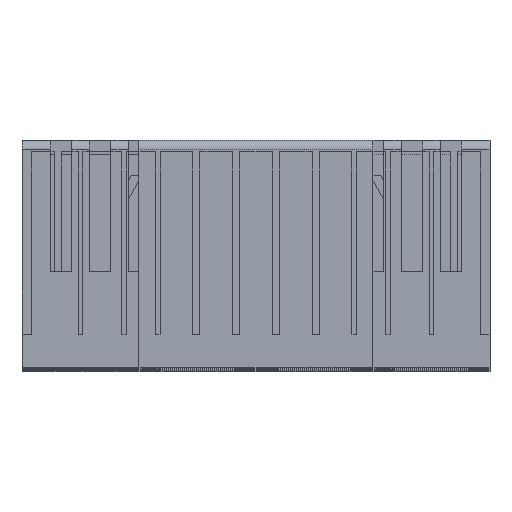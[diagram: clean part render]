
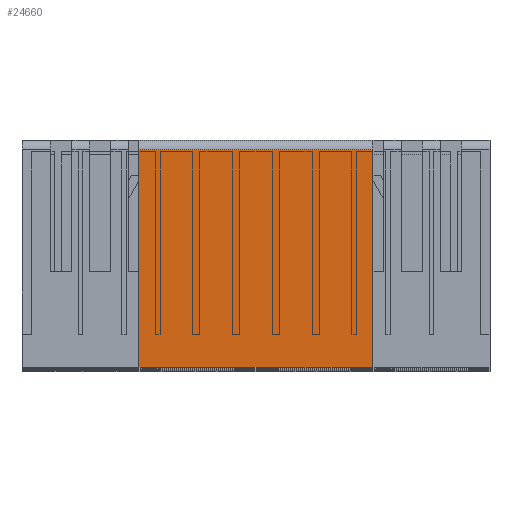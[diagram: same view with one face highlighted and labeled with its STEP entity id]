
A CAD part, top view. The second image highlights one B-rep face of the part: STEP entity #24660.
In plain terms, the highlighted face is planar.
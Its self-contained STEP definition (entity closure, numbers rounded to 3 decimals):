
#1733=ORIENTED_EDGE('',*,*,#8943,.T.);
#1734=ORIENTED_EDGE('',*,*,#8970,.F.);
#1735=ORIENTED_EDGE('',*,*,#8858,.F.);
#1736=ORIENTED_EDGE('',*,*,#8400,.T.);
#8400=EDGE_CURVE('',#12101,#12100,#14599,.T.);
#8858=EDGE_CURVE('',#12101,#12434,#15001,.T.);
#8943=EDGE_CURVE('',#12100,#12497,#15079,.T.);
#8970=EDGE_CURVE('',#12434,#12497,#15106,.T.);
#12100=VERTEX_POINT('',#34562);
#12101=VERTEX_POINT('',#34564);
#12434=VERTEX_POINT('',#35442);
#12497=VERTEX_POINT('',#35593);
#14599=LINE('',#34563,#18044);
#15001=LINE('',#35441,#18446);
#15079=LINE('',#35594,#18524);
#15106=LINE('',#35646,#18551);
#18044=VECTOR('',#27802,1000.);
#18446=VECTOR('',#28490,1000.);
#18524=VECTOR('',#28590,1000.);
#18551=VECTOR('',#28639,1000.);
#21215=EDGE_LOOP('',(#1733,#1734,#1735,#1736));
#22412=FACE_BOUND('',#21215,.T.);
#23580=PLANE('',#25978);
#24660=ADVANCED_FACE('',(#22412),#23580,.F.);
#25978=AXIS2_PLACEMENT_3D('',#35645,#28637,#28638);
#27802=DIRECTION('',(0.,0.,-1.));
#28490=DIRECTION('',(0.,-1.,0.));
#28590=DIRECTION('',(0.,-1.,0.));
#28637=DIRECTION('',(1.,0.,0.));
#28638=DIRECTION('',(0.,0.,-1.));
#28639=DIRECTION('',(0.,0.,-1.));
#34562=CARTESIAN_POINT('',(0.,48.5,-25.));
#34563=CARTESIAN_POINT('',(0.,48.5,25.));
#34564=CARTESIAN_POINT('',(0.,48.5,25.));
#35441=CARTESIAN_POINT('',(0.,48.5,25.));
#35442=CARTESIAN_POINT('',(0.,2.,25.));
#35593=CARTESIAN_POINT('',(0.,2.,-25.));
#35594=CARTESIAN_POINT('',(0.,48.5,-25.));
#35645=CARTESIAN_POINT('',(0.,48.5,25.));
#35646=CARTESIAN_POINT('',(0.,2.,25.));
